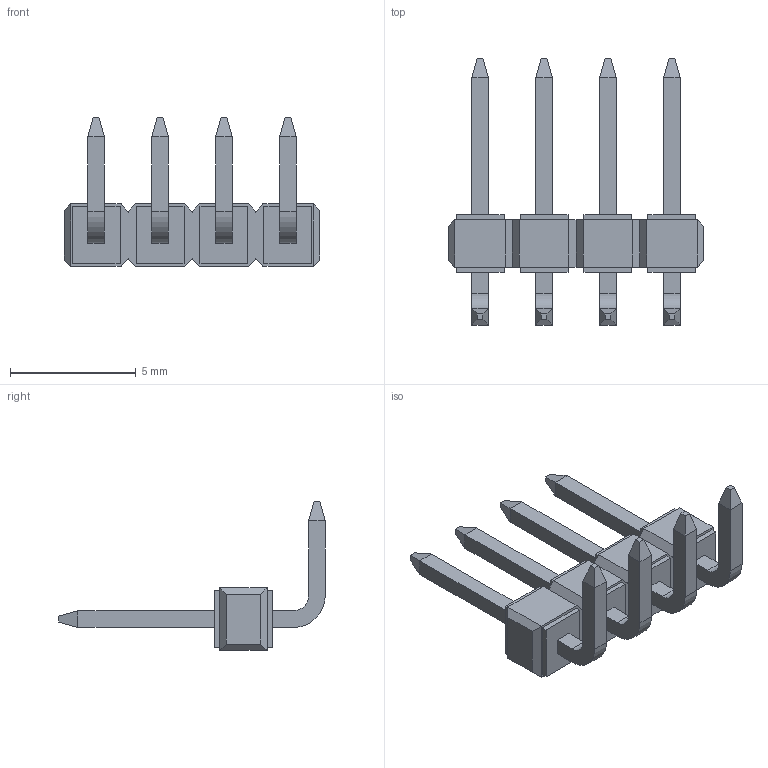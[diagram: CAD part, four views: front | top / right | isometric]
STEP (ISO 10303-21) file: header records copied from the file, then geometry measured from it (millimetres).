
FILE_DESCRIPTION((''),'2;1');
FILE_NAME('022288040','2015-04-23T',('me'),(''),'PRO/ENGINEER BY PARAMETRIC TECHNOLOGY CORPORATION, 2011490','PRO/ENGINEER BY PARAMETRIC TECHNOLOGY CORPORATION, 2011490','');
FILE_SCHEMA(('CONFIG_CONTROL_DESIGN'));
Length unit declared in the file: inch
Products named in the file (1): 022288040
Bounding box: 10.16 x 10.59 x 5.92 mm (x, y, z)
Volume: 73.1 mm3; surface area: 232.8 mm2
Topology: 1 solids, 1 shells, 160 faces, 386 edges, 244 vertices
Faces by surface type: plane 152, cylinder 8
Entity records: 4570 total; most frequent: CARTESIAN_POINT 791, ORIENTED_EDGE 772, DIRECTION 724, EDGE_CURVE 386, VECTOR 370, LINE 370, VERTEX_POINT 244, AXIS2_PLACEMENT_3D 177
